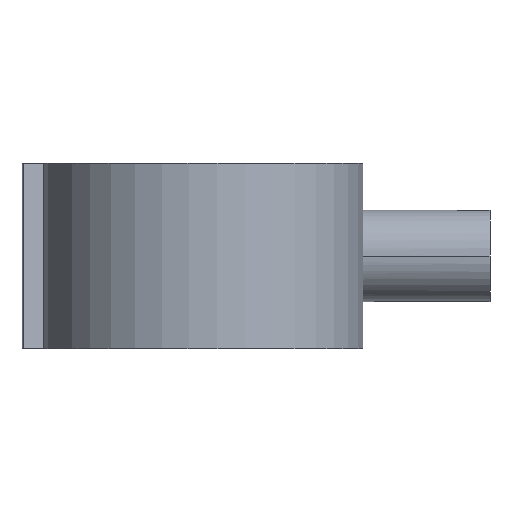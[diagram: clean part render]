
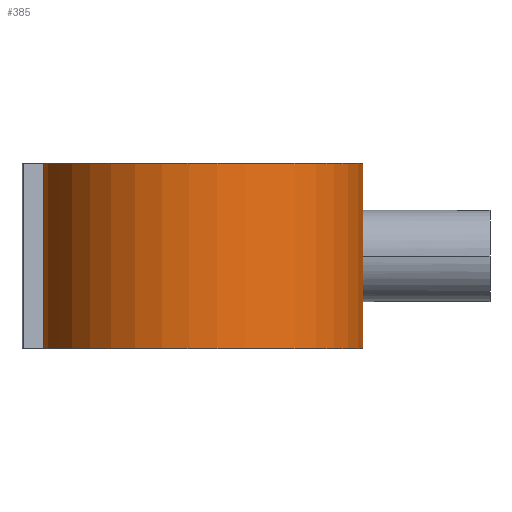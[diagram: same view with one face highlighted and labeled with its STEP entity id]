
A CAD part, front view. The second image highlights one B-rep face of the part: STEP entity #385.
In plain terms, the highlighted cylindrical face has radius 110.667 mm (diameter 221.333 mm), a partial arc.
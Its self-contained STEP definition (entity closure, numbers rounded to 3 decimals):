
#289 = EDGE_CURVE( '', #463, #301, #685, .T. );
#301 = VERTEX_POINT( '', #698 );
#363 = EDGE_CURVE( '', #463, #459, #764, .T. );
#385 = ADVANCED_FACE( '', ( #788 ), #789, .T. );
#413 = VERTEX_POINT( '', #820 );
#459 = VERTEX_POINT( '', #869 );
#463 = VERTEX_POINT( '', #875 );
#499 = EDGE_CURVE( '', #413, #459, #915, .T. );
#573 = EDGE_CURVE( '', #301, #413, #997, .T. );
#685 = LINE( '', #1295, #1296 );
#698 = CARTESIAN_POINT( '', ( -110.249, -9.6, -64. ) );
#764 = CIRCLE( '', #1477, 110.667 );
#788 = FACE_OUTER_BOUND( '', #1509, .T. );
#789 = CYLINDRICAL_SURFACE( '', #1510, 110.667 );
#820 = CARTESIAN_POINT( '', ( 110.249, 9.6, -64. ) );
#869 = CARTESIAN_POINT( '', ( 110.249, 9.6, 64. ) );
#875 = CARTESIAN_POINT( '', ( -110.249, -9.6, 64. ) );
#915 = LINE( '', #1924, #1925 );
#997 = CIRCLE( '', #2151, 110.667 );
#1295 = CARTESIAN_POINT( '', ( -110.249, -9.6, 64. ) );
#1296 = VECTOR( '', #2245, 1. );
#1477 = AXIS2_PLACEMENT_3D( '', #2334, #2335, #2336 );
#1509 = EDGE_LOOP( '', ( #2363, #2364, #2365, #2366 ) );
#1510 = AXIS2_PLACEMENT_3D( '', #2367, #2368, #2369 );
#1924 = CARTESIAN_POINT( '', ( 110.249, 9.6, 64. ) );
#1925 = VECTOR( '', #2498, 1. );
#2151 = AXIS2_PLACEMENT_3D( '', #2595, #2596, #2597 );
#2245 = DIRECTION( '', ( 0., 0., -1. ) );
#2334 = CARTESIAN_POINT( '', ( 0., 0., 64. ) );
#2335 = DIRECTION( '', ( 0., 0., 1. ) );
#2336 = DIRECTION( '', ( -0.996, -0.087, 0. ) );
#2363 = ORIENTED_EDGE( '', *, *, #499, .T. );
#2364 = ORIENTED_EDGE( '', *, *, #363, .F. );
#2365 = ORIENTED_EDGE( '', *, *, #289, .T. );
#2366 = ORIENTED_EDGE( '', *, *, #573, .T. );
#2367 = CARTESIAN_POINT( '', ( 0., 0., 64. ) );
#2368 = DIRECTION( '', ( 0., 0., 1. ) );
#2369 = DIRECTION( '', ( -0.996, -0.087, 0. ) );
#2498 = DIRECTION( '', ( 0., 0., 1. ) );
#2595 = CARTESIAN_POINT( '', ( 0., 0., -64. ) );
#2596 = DIRECTION( '', ( 0., 0., 1. ) );
#2597 = DIRECTION( '', ( -0.996, -0.087, 0. ) );
